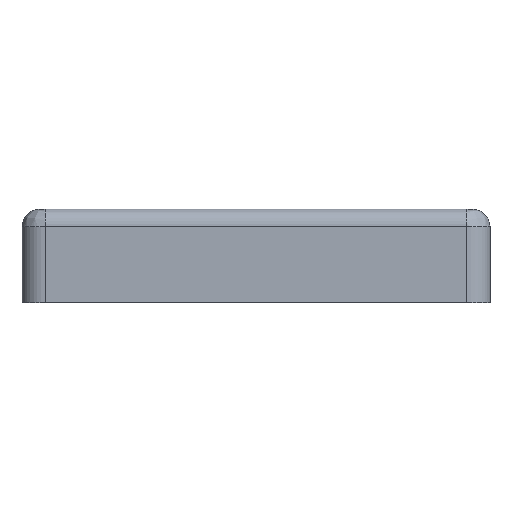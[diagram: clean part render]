
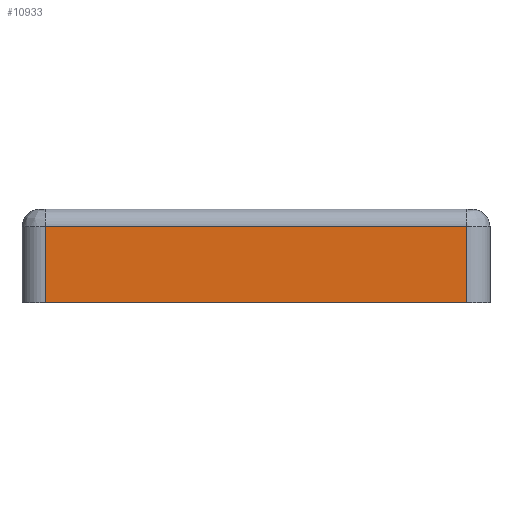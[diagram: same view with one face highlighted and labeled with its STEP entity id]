
A CAD part, front view. The second image highlights one B-rep face of the part: STEP entity #10933.
In plain terms, the highlighted planar face has unit normal (0, -1, 0).
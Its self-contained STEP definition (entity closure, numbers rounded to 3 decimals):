
#1731 = DIRECTION ( 'NONE',  ( 0., 1., 0. ) ) ;
#2207 = VECTOR ( 'NONE', #8912, 1000. ) ;
#2662 = EDGE_CURVE ( 'NONE', #13679, #14392, #7115, .T. ) ;
#2895 = AXIS2_PLACEMENT_3D ( 'NONE', #8458, #1731, #9605 ) ;
#3596 = EDGE_CURVE ( 'NONE', #14392, #8251, #5136, .T. ) ;
#3868 = VECTOR ( 'NONE', #6328, 1000. ) ;
#4179 = DIRECTION ( 'NONE',  ( 0., 0., -1. ) ) ;
#4207 = CARTESIAN_POINT ( 'NONE',  ( -36., -40., 16. ) ) ;
#4384 = CARTESIAN_POINT ( 'NONE',  ( -40., -40., 0. ) ) ;
#5136 = LINE ( 'NONE', #4384, #2207 ) ;
#5192 = CARTESIAN_POINT ( 'NONE',  ( -40., -40., 13. ) ) ;
#5420 = FACE_OUTER_BOUND ( 'NONE', #8974, .T. ) ;
#5475 = VECTOR ( 'NONE', #12120, 1000. ) ;
#6328 = DIRECTION ( 'NONE',  ( 1., 0., 0. ) ) ;
#6844 = LINE ( 'NONE', #5192, #3868 ) ;
#7115 = LINE ( 'NONE', #9798, #14293 ) ;
#7189 = CARTESIAN_POINT ( 'NONE',  ( 36., -40., 0. ) ) ;
#8040 = ORIENTED_EDGE ( 'NONE', *, *, #13166, .F. ) ;
#8251 = VERTEX_POINT ( 'NONE', #11565 ) ;
#8274 = CARTESIAN_POINT ( 'NONE',  ( -36., -40., 13. ) ) ;
#8458 = CARTESIAN_POINT ( 'NONE',  ( 40., -40., 16. ) ) ;
#8758 = EDGE_CURVE ( 'NONE', #9284, #13679, #6844, .T. ) ;
#8912 = DIRECTION ( 'NONE',  ( -1., 0., 0. ) ) ;
#8974 = EDGE_LOOP ( 'NONE', ( #9989, #8040, #14718, #11261 ) ) ;
#9284 = VERTEX_POINT ( 'NONE', #8274 ) ;
#9563 = PLANE ( 'NONE',  #2895 ) ;
#9605 = DIRECTION ( 'NONE',  ( 0., 0., 1. ) ) ;
#9798 = CARTESIAN_POINT ( 'NONE',  ( 36., -40., 16. ) ) ;
#9989 = ORIENTED_EDGE ( 'NONE', *, *, #8758, .F. ) ;
#10933 = ADVANCED_FACE ( 'NONE', ( #5420 ), #9563, .F. ) ;
#11261 = ORIENTED_EDGE ( 'NONE', *, *, #2662, .F. ) ;
#11546 = LINE ( 'NONE', #4207, #5475 ) ;
#11565 = CARTESIAN_POINT ( 'NONE',  ( -36., -40., 0. ) ) ;
#12120 = DIRECTION ( 'NONE',  ( 0., 0., 1. ) ) ;
#12803 = CARTESIAN_POINT ( 'NONE',  ( 36., -40., 13. ) ) ;
#13166 = EDGE_CURVE ( 'NONE', #8251, #9284, #11546, .T. ) ;
#13679 = VERTEX_POINT ( 'NONE', #12803 ) ;
#14293 = VECTOR ( 'NONE', #4179, 1000. ) ;
#14392 = VERTEX_POINT ( 'NONE', #7189 ) ;
#14718 = ORIENTED_EDGE ( 'NONE', *, *, #3596, .F. ) ;
